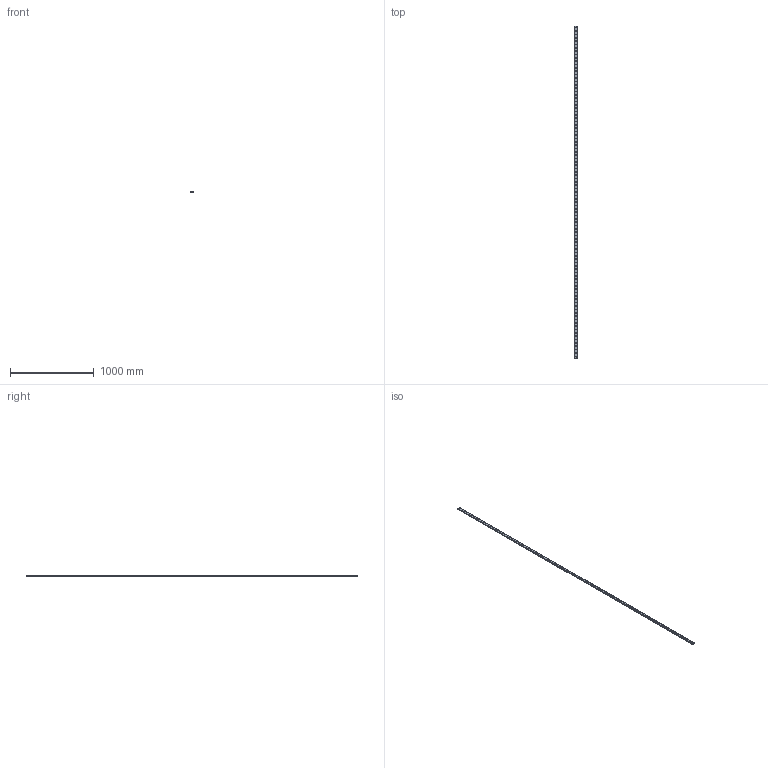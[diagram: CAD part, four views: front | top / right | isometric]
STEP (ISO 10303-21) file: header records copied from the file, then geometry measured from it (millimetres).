
FILE_DESCRIPTION(('STEP AP214'),'1');
FILE_NAME('cctmp_7A6BB964-70CC-472B-BB60-0CEF3B57EA0E_2021_03_02_10_47_14_0232..stp','2021-03-02T09:47:15',('HIWIN GmbH'),('CADClick - www.CADClick.com'),'Spatial InterOp 3D',' ','unknown authorization');
FILE_SCHEMA(('AUTOMOTIVE_DESIGN'));
Length unit declared in the file: millimetre
Products named in the file (1): WER17R3960H_FILE
Bounding box: 33 x 3960 x 9.3 mm (x, y, z)
Volume: 1093802.7 mm3; surface area: 386882.8 mm2
Topology: 1 solids, 1 shells, 1885 faces, 3855 edges, 2570 vertices
Faces by surface type: cylinder 1206, plane 679
Entity records: 65925 total; most frequent: DIRECTION 10039, CARTESIAN_POINT 8311, ORIENTED_EDGE 7710, AXIS2_PLACEMENT_3D 4298, EDGE_CURVE 3855, VERTEX_POINT 2570, EDGE_LOOP 2483, CIRCLE 2412
